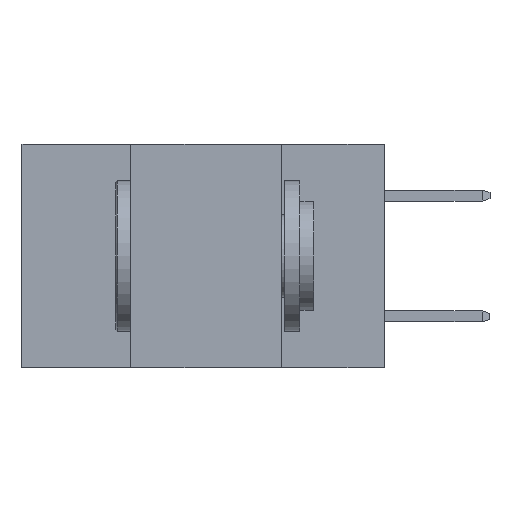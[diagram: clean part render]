
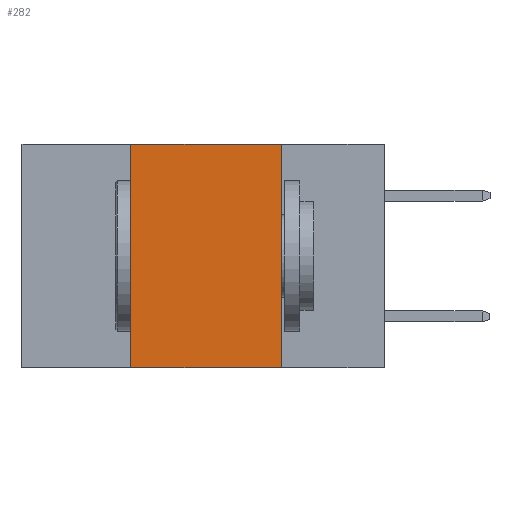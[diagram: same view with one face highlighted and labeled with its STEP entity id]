
A CAD part, left-side view. The second image highlights one B-rep face of the part: STEP entity #282.
In plain terms, the highlighted planar face has unit normal (-1, 0, 0).
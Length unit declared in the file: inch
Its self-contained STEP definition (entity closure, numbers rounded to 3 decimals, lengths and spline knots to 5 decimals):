
#282 = ADVANCED_FACE ( 'NONE', ( #7928 ), #24284, .F. ) ;
#1209 = VECTOR ( 'NONE', #14247, 39.37008 ) ;
#1772 = VECTOR ( 'NONE', #14111, 39.37008 ) ;
#1825 = VERTEX_POINT ( 'NONE', #6922 ) ;
#4187 = EDGE_CURVE ( 'NONE', #11484, #28233, #15913, .T. ) ;
#5734 = VECTOR ( 'NONE', #8981, 39.37008 ) ;
#6922 = CARTESIAN_POINT ( 'NONE',  ( 0., 0.17, -0.37 ) ) ;
#7928 = FACE_OUTER_BOUND ( 'NONE', #12082, .T. ) ;
#8250 = DIRECTION ( 'NONE',  ( 0., 0., 1. ) ) ;
#8313 = CARTESIAN_POINT ( 'NONE',  ( 0., 0.42, 0. ) ) ;
#8981 = DIRECTION ( 'NONE',  ( 0., -1., 0. ) ) ;
#11484 = VERTEX_POINT ( 'NONE', #22675 ) ;
#11735 = CARTESIAN_POINT ( 'NONE',  ( 0., 0.17, 0. ) ) ;
#12082 = EDGE_LOOP ( 'NONE', ( #16451, #17203, #24406, #12218 ) ) ;
#12218 = ORIENTED_EDGE ( 'NONE', *, *, #24433, .T. ) ;
#14111 = DIRECTION ( 'NONE',  ( 0., 0., -1. ) ) ;
#14247 = DIRECTION ( 'NONE',  ( 0., -1., 0. ) ) ;
#15913 = LINE ( 'NONE', #8313, #27982 ) ;
#16243 = VERTEX_POINT ( 'NONE', #19382 ) ;
#16451 = ORIENTED_EDGE ( 'NONE', *, *, #19728, .F. ) ;
#17203 = ORIENTED_EDGE ( 'NONE', *, *, #22834, .F. ) ;
#19016 = CARTESIAN_POINT ( 'NONE',  ( 0., 0.42, 0. ) ) ;
#19382 = CARTESIAN_POINT ( 'NONE',  ( 0., 0.17, 0. ) ) ;
#19728 = EDGE_CURVE ( 'NONE', #16243, #1825, #21320, .T. ) ;
#20790 = LINE ( 'NONE', #28594, #1209 ) ;
#21320 = LINE ( 'NONE', #11735, #1772 ) ;
#22138 = AXIS2_PLACEMENT_3D ( 'NONE', #24085, #25285, #24811 ) ;
#22675 = CARTESIAN_POINT ( 'NONE',  ( 0., 0.42, -0.37 ) ) ;
#22834 = EDGE_CURVE ( 'NONE', #28233, #16243, #20790, .T. ) ;
#24085 = CARTESIAN_POINT ( 'NONE',  ( 0., 0.6, 0. ) ) ;
#24284 = PLANE ( 'NONE',  #22138 ) ;
#24406 = ORIENTED_EDGE ( 'NONE', *, *, #4187, .F. ) ;
#24433 = EDGE_CURVE ( 'NONE', #11484, #1825, #25234, .T. ) ;
#24811 = DIRECTION ( 'NONE',  ( 0., 0., -1. ) ) ;
#25234 = LINE ( 'NONE', #26047, #5734 ) ;
#25285 = DIRECTION ( 'NONE',  ( 1., 0., 0. ) ) ;
#26047 = CARTESIAN_POINT ( 'NONE',  ( 0., 0.6, -0.37 ) ) ;
#27982 = VECTOR ( 'NONE', #8250, 39.37008 ) ;
#28233 = VERTEX_POINT ( 'NONE', #19016 ) ;
#28594 = CARTESIAN_POINT ( 'NONE',  ( 0., 0.6, 0. ) ) ;
